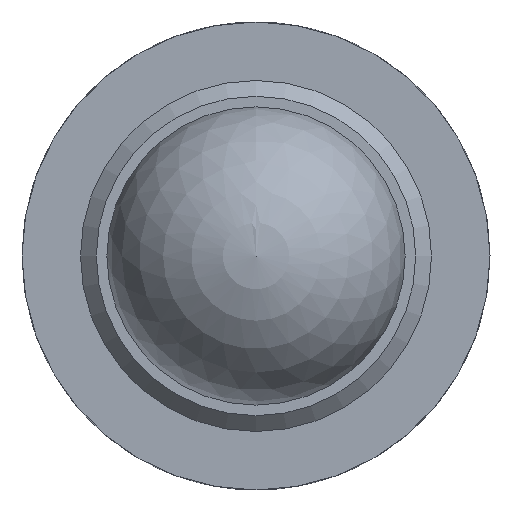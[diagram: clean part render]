
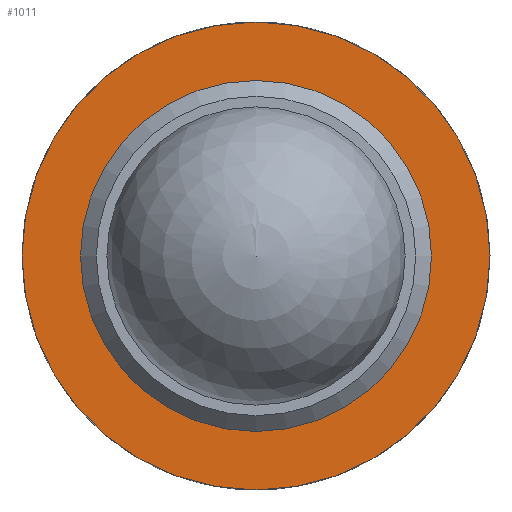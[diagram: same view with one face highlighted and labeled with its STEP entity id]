
A CAD part, front view. The second image highlights one B-rep face of the part: STEP entity #1011.
In plain terms, the highlighted planar face has unit normal (0, -1, 0).
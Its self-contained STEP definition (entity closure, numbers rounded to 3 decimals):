
#39=FACE_BOUND('',#197,.T.);
#70=PLANE('',#1152);
#119=FACE_OUTER_BOUND('',#196,.T.);
#196=EDGE_LOOP('',(#796));
#197=EDGE_LOOP('',(#797));
#370=CIRCLE('',#1151,20.);
#371=CIRCLE('',#1153,13.65);
#457=VERTEX_POINT('',#1756);
#458=VERTEX_POINT('',#1760);
#575=EDGE_CURVE('',#457,#457,#370,.T.);
#577=EDGE_CURVE('',#458,#458,#371,.T.);
#796=ORIENTED_EDGE('',*,*,#575,.T.);
#797=ORIENTED_EDGE('',*,*,#577,.F.);
#1011=ADVANCED_FACE('',(#119,#39),#70,.T.);
#1151=AXIS2_PLACEMENT_3D('',#1757,#1430,#1431);
#1152=AXIS2_PLACEMENT_3D('',#1759,#1433,#1434);
#1153=AXIS2_PLACEMENT_3D('',#1761,#1435,#1436);
#1430=DIRECTION('center_axis',(0.,-1.,0.));
#1431=DIRECTION('ref_axis',(1.,0.,0.));
#1433=DIRECTION('center_axis',(0.,-1.,0.));
#1434=DIRECTION('ref_axis',(0.,0.,-1.));
#1435=DIRECTION('center_axis',(0.,-1.,0.));
#1436=DIRECTION('ref_axis',(1.,0.,0.));
#1756=CARTESIAN_POINT('',(-15.705,69.,-3.2));
#1757=CARTESIAN_POINT('Origin',(4.295,69.,-3.2));
#1759=CARTESIAN_POINT('Origin',(18.62,69.,-3.2));
#1760=CARTESIAN_POINT('',(-9.355,69.,-3.2));
#1761=CARTESIAN_POINT('Origin',(4.295,69.,-3.2));
